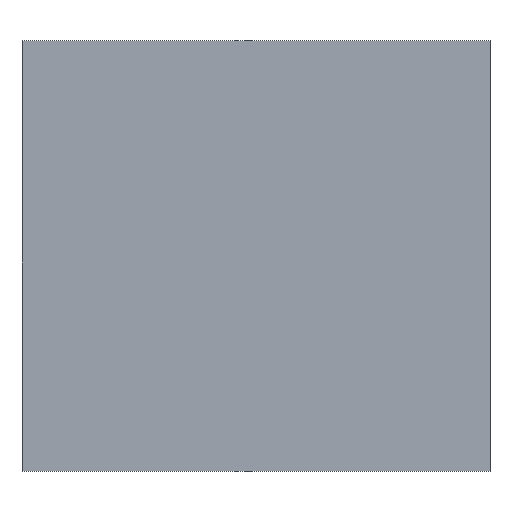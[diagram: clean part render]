
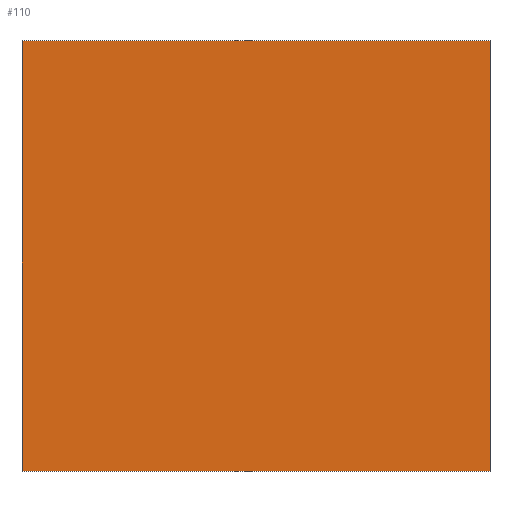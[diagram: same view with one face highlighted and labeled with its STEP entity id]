
A CAD part, top view. The second image highlights one B-rep face of the part: STEP entity #110.
In plain terms, the highlighted planar face has unit normal (0, 0, 1).
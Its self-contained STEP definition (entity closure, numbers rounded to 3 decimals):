
#24=FACE_OUTER_BOUND('',#30,.T.);
#30=EDGE_LOOP('',(#95,#96,#97,#98));
#34=LINE('',#173,#46);
#38=LINE('',#182,#50);
#41=LINE('',#187,#53);
#42=LINE('',#189,#54);
#46=VECTOR('',#142,10.);
#50=VECTOR('',#150,10.);
#53=VECTOR('',#155,10.);
#54=VECTOR('',#158,10.);
#56=VERTEX_POINT('',#167);
#58=VERTEX_POINT('',#171);
#61=VERTEX_POINT('',#181);
#62=VERTEX_POINT('',#185);
#66=EDGE_CURVE('',#56,#58,#34,.T.);
#70=EDGE_CURVE('',#61,#56,#38,.T.);
#73=EDGE_CURVE('',#58,#62,#41,.T.);
#74=EDGE_CURVE('',#62,#61,#42,.T.);
#95=ORIENTED_EDGE('',*,*,#66,.T.);
#96=ORIENTED_EDGE('',*,*,#73,.T.);
#97=ORIENTED_EDGE('',*,*,#74,.T.);
#98=ORIENTED_EDGE('',*,*,#70,.T.);
#104=PLANE('',#131);
#110=ADVANCED_FACE('',(#24),#104,.T.);
#131=AXIS2_PLACEMENT_3D('',#190,#159,#160);
#142=DIRECTION('',(0.,1.,0.));
#150=DIRECTION('',(1.,0.,0.));
#155=DIRECTION('',(-1.,0.,0.));
#158=DIRECTION('',(0.,-1.,0.));
#159=DIRECTION('center_axis',(0.,0.,1.));
#160=DIRECTION('ref_axis',(1.,0.,0.));
#167=CARTESIAN_POINT('',(269.,-297.,5.));
#171=CARTESIAN_POINT('',(269.,295.,5.));
#173=CARTESIAN_POINT('',(269.,-187.5,5.));
#181=CARTESIAN_POINT('',(-375.,-297.,5.));
#182=CARTESIAN_POINT('',(-187.5,-297.,5.));
#185=CARTESIAN_POINT('',(-375.,295.,5.));
#187=CARTESIAN_POINT('',(187.5,295.,5.));
#189=CARTESIAN_POINT('',(-375.,-375.,5.));
#190=CARTESIAN_POINT('Origin',(0.,0.,5.));
